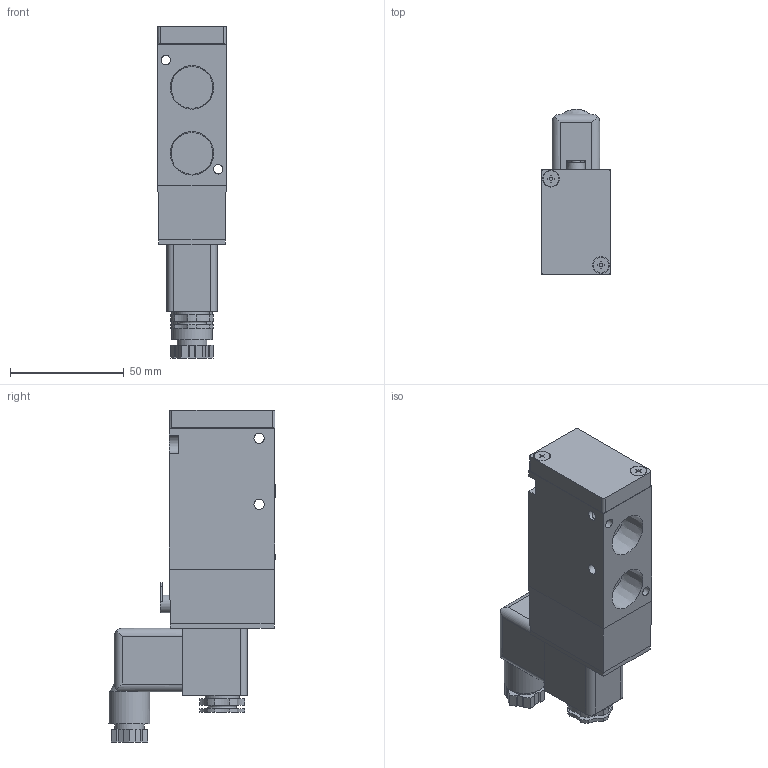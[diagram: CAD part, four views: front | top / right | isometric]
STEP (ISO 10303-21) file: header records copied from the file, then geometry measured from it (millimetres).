
FILE_DESCRIPTION( ( 'STEP AP203' ), '1' );
FILE_NAME( 'MVSC-460-3E1-NC-AC220.stp', '2020-06-23T09:13:02', ( 'License CC BY-ND 4.0' ), ( 'CADENAS' ), ' ', 'PARTsolutions', ' ' );
FILE_SCHEMA( ( 'CONFIG_CONTROL_DESIGN' ) );
Length unit declared in the file: millimetre
Products named in the file (1): _MVSC-460-3E1-NC-AC220
Bounding box: 30 x 73 x 146 mm (x, y, z)
Volume: 161013.1 mm3; surface area: 30406.4 mm2
Topology: 1 solids, 1 shells, 205 faces, 540 edges, 357 vertices
Faces by surface type: plane 134, cylinder 66, cone 4, torus 1
Full cylindrical faces by diameter (mm): 2.5 x1, 4.2 x2, 4.5 x2, 6 x1, 7 x3, 7.4 x2, 8 x1, 10 x1, 13 x1, 15 x1, 18 x1
Entity records: 6346 total; most frequent: CARTESIAN_POINT 1211, DIRECTION 1064, ORIENTED_EDGE 1020, EDGE_CURVE 510, LINE 356, VECTOR 356, AXIS2_PLACEMENT_3D 354, VERTEX_POINT 349
